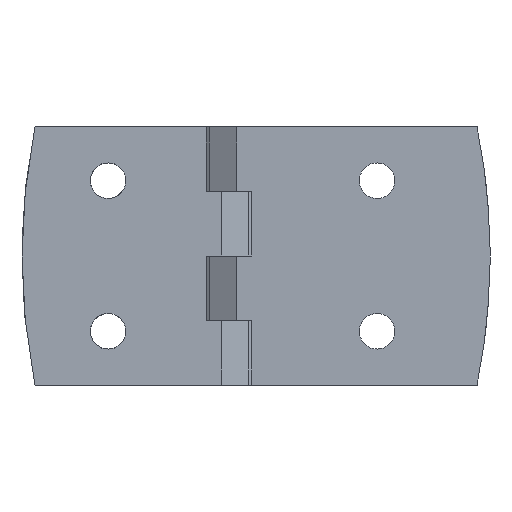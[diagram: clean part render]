
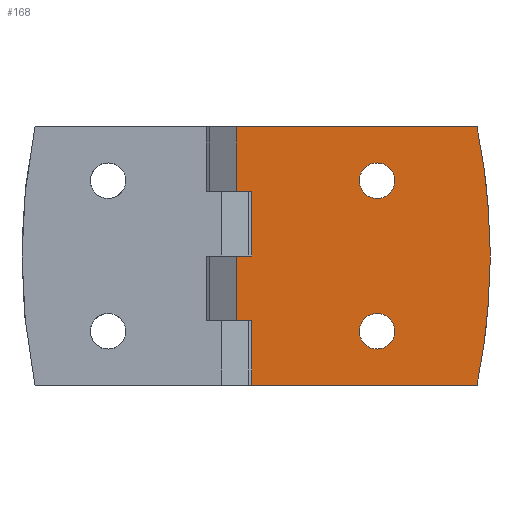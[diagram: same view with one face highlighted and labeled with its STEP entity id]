
A CAD part, front view. The second image highlights one B-rep face of the part: STEP entity #168.
In plain terms, the highlighted planar face has unit normal (0, -1, 0).
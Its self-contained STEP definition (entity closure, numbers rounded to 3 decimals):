
#168 = ADVANCED_FACE( '', ( #332, #333, #334 ), #335, .F. );
#332 = FACE_BOUND( '', #522, .T. );
#333 = FACE_BOUND( '', #523, .T. );
#334 = FACE_OUTER_BOUND( '', #524, .T. );
#335 = PLANE( '', #525 );
#522 = EDGE_LOOP( '', ( #781 ) );
#523 = EDGE_LOOP( '', ( #782 ) );
#524 = EDGE_LOOP( '', ( #783, #784, #785, #786, #787, #788, #789, #790, #791, #792, #793, #794 ) );
#525 = AXIS2_PLACEMENT_3D( '', #795, #796, #797 );
#781 = ORIENTED_EDGE( '', *, *, #1141, .T. );
#782 = ORIENTED_EDGE( '', *, *, #1142, .T. );
#783 = ORIENTED_EDGE( '', *, *, #1143, .T. );
#784 = ORIENTED_EDGE( '', *, *, #1122, .T. );
#785 = ORIENTED_EDGE( '', *, *, #1144, .T. );
#786 = ORIENTED_EDGE( '', *, *, #1145, .T. );
#787 = ORIENTED_EDGE( '', *, *, #1129, .F. );
#788 = ORIENTED_EDGE( '', *, *, #1146, .T. );
#789 = ORIENTED_EDGE( '', *, *, #1147, .F. );
#790 = ORIENTED_EDGE( '', *, *, #1134, .T. );
#791 = ORIENTED_EDGE( '', *, *, #1081, .T. );
#792 = ORIENTED_EDGE( '', *, *, #1148, .F. );
#793 = ORIENTED_EDGE( '', *, *, #1149, .F. );
#794 = ORIENTED_EDGE( '', *, *, #1069, .T. );
#795 = CARTESIAN_POINT( '', ( 1.4, -9., 24. ) );
#796 = DIRECTION( '', ( 0., 1., 0. ) );
#797 = DIRECTION( '', ( 0., 0., 1. ) );
#1069 = EDGE_CURVE( '', #1237, #1235, #1238, .T. );
#1081 = EDGE_CURVE( '', #1249, #1257, #1259, .T. );
#1122 = EDGE_CURVE( '', #1321, #1326, #1328, .T. );
#1129 = EDGE_CURVE( '', #1339, #1340, #1341, .T. );
#1134 = EDGE_CURVE( '', #1347, #1249, #1348, .T. );
#1141 = EDGE_CURVE( '', #1357, #1357, #1358, .T. );
#1142 = EDGE_CURVE( '', #1359, #1359, #1360, .T. );
#1143 = EDGE_CURVE( '', #1235, #1321, #1361, .T. );
#1144 = EDGE_CURVE( '', #1326, #1362, #1363, .T. );
#1145 = EDGE_CURVE( '', #1362, #1340, #1364, .F. );
#1146 = EDGE_CURVE( '', #1339, #1365, #1366, .F. );
#1147 = EDGE_CURVE( '', #1347, #1365, #1367, .T. );
#1148 = EDGE_CURVE( '', #1368, #1257, #1369, .T. );
#1149 = EDGE_CURVE( '', #1237, #1368, #1370, .T. );
#1235 = VERTEX_POINT( '', #1483 );
#1237 = VERTEX_POINT( '', #1486 );
#1238 = LINE( '', #1487, #1488 );
#1249 = VERTEX_POINT( '', #1584 );
#1257 = VERTEX_POINT( '', #1593 );
#1259 = LINE( '', #1596, #1597 );
#1321 = VERTEX_POINT( '', #1762 );
#1326 = VERTEX_POINT( '', #1769 );
#1328 = LINE( '', #1772, #1773 );
#1339 = VERTEX_POINT( '', #1786 );
#1340 = VERTEX_POINT( '', #1787 );
#1341 = LINE( '', #1788, #1789 );
#1347 = VERTEX_POINT( '', #1798 );
#1348 = LINE( '', #1799, #1800 );
#1357 = VERTEX_POINT( '', #1813 );
#1358 = CIRCLE( '', #1814, 3.3 );
#1359 = VERTEX_POINT( '', #1815 );
#1360 = CIRCLE( '', #1816, 3.3 );
#1361 = LINE( '', #1817, #1818 );
#1362 = VERTEX_POINT( '', #1819 );
#1363 = LINE( '', #1820, #1821 );
#1364 = CIRCLE( '', #1822, 119.985 );
#1365 = VERTEX_POINT( '', #1823 );
#1366 = CIRCLE( '', #1824, 119.985 );
#1367 = LINE( '', #1825, #1826 );
#1368 = VERTEX_POINT( '', #1827 );
#1369 = LINE( '', #1828, #1829 );
#1370 = LINE( '', #1830, #1831 );
#1483 = CARTESIAN_POINT( '', ( 1.4, -9., -12. ) );
#1486 = CARTESIAN_POINT( '', ( 1.4, -9., 0. ) );
#1487 = CARTESIAN_POINT( '', ( 1.4, -9., 24. ) );
#1488 = VECTOR( '', #2127, 1000. );
#1584 = CARTESIAN_POINT( '', ( 1.4, -9., 12. ) );
#1593 = CARTESIAN_POINT( '', ( 4.2, -9., 12. ) );
#1596 = CARTESIAN_POINT( '', ( 1.4, -9., 12. ) );
#1597 = VECTOR( '', #2146, 1000. );
#1762 = CARTESIAN_POINT( '', ( 4.2, -9., -12. ) );
#1769 = CARTESIAN_POINT( '', ( 4.2, -9., -24. ) );
#1772 = CARTESIAN_POINT( '', ( 4.2, -9., 24. ) );
#1773 = VECTOR( '', #2207, 1000. );
#1786 = CARTESIAN_POINT( '', ( 48.49, -9., 1.549 ) );
#1787 = CARTESIAN_POINT( '', ( 48.49, -9., -1.549 ) );
#1788 = CARTESIAN_POINT( '', ( 48.49, -9., 24. ) );
#1789 = VECTOR( '', #2216, 1000. );
#1798 = CARTESIAN_POINT( '', ( 1.4, -9., 24. ) );
#1799 = CARTESIAN_POINT( '', ( 1.4, -9., 24. ) );
#1800 = VECTOR( '', #2220, 1000. );
#1813 = CARTESIAN_POINT( '', ( 27.5, -9., -10.7 ) );
#1814 = AXIS2_PLACEMENT_3D( '', #2225, #2226, #2227 );
#1815 = CARTESIAN_POINT( '', ( 27.5, -9., 17.3 ) );
#1816 = AXIS2_PLACEMENT_3D( '', #2228, #2229, #2230 );
#1817 = CARTESIAN_POINT( '', ( 1.4, -9., -12. ) );
#1818 = VECTOR( '', #2231, 1000. );
#1819 = CARTESIAN_POINT( '', ( 46.075, -9., -24. ) );
#1820 = CARTESIAN_POINT( '', ( 1.4, -9., -24. ) );
#1821 = VECTOR( '', #2232, 1000. );
#1822 = AXIS2_PLACEMENT_3D( '', #2233, #2234, #2235 );
#1823 = CARTESIAN_POINT( '', ( 46.075, -9., 24. ) );
#1824 = AXIS2_PLACEMENT_3D( '', #2236, #2237, #2238 );
#1825 = CARTESIAN_POINT( '', ( 1.4, -9., 24. ) );
#1826 = VECTOR( '', #2239, 1000. );
#1827 = CARTESIAN_POINT( '', ( 4.2, -9., 0. ) );
#1828 = CARTESIAN_POINT( '', ( 4.2, -9., 24. ) );
#1829 = VECTOR( '', #2240, 1000. );
#1830 = CARTESIAN_POINT( '', ( 1.4, -9., 0. ) );
#1831 = VECTOR( '', #2241, 1000. );
#2127 = DIRECTION( '', ( 0., 0., -1. ) );
#2146 = DIRECTION( '', ( 1., 0., 0. ) );
#2207 = DIRECTION( '', ( 0., 0., -1. ) );
#2216 = DIRECTION( '', ( 0., 0., -1. ) );
#2220 = DIRECTION( '', ( 0., 0., -1. ) );
#2225 = CARTESIAN_POINT( '', ( 27.5, -9., -14. ) );
#2226 = DIRECTION( '', ( 0., 1., 0. ) );
#2227 = DIRECTION( '', ( 0., 0., 1. ) );
#2228 = CARTESIAN_POINT( '', ( 27.5, -9., 14. ) );
#2229 = DIRECTION( '', ( 0., 1., 0. ) );
#2230 = DIRECTION( '', ( 0., 0., 1. ) );
#2231 = DIRECTION( '', ( 1., 0., 0. ) );
#2232 = DIRECTION( '', ( 1., 0., 0. ) );
#2233 = CARTESIAN_POINT( '', ( -71.485, -9., 0. ) );
#2234 = DIRECTION( '', ( 0., 1., 0. ) );
#2235 = DIRECTION( '', ( 0., 0., 1. ) );
#2236 = CARTESIAN_POINT( '', ( -71.485, -9., 0. ) );
#2237 = DIRECTION( '', ( 0., 1., 0. ) );
#2238 = DIRECTION( '', ( 0., 0., 1. ) );
#2239 = DIRECTION( '', ( 1., 0., 0. ) );
#2240 = DIRECTION( '', ( 0., 0., 1. ) );
#2241 = DIRECTION( '', ( 1., 0., 0. ) );
